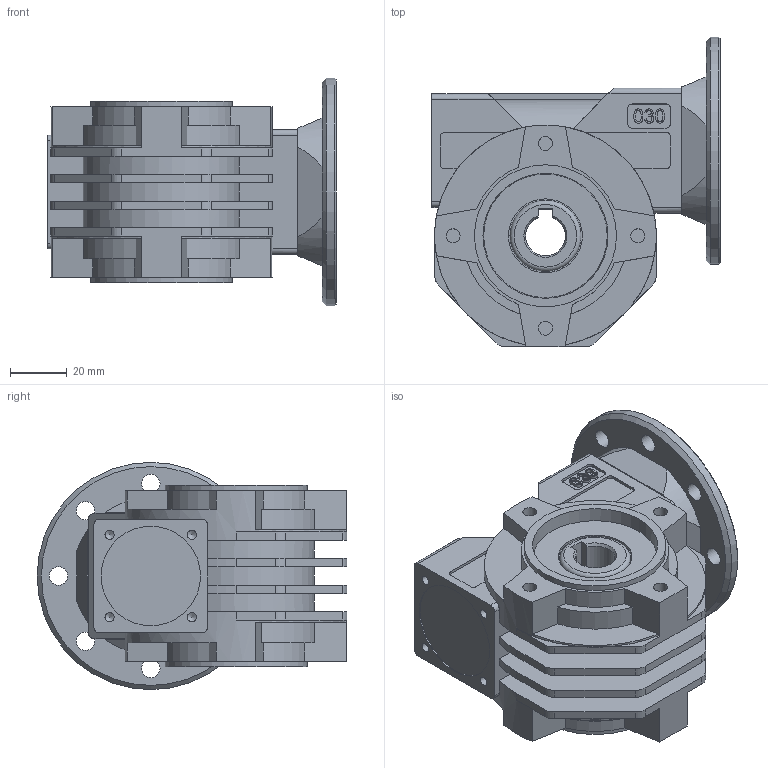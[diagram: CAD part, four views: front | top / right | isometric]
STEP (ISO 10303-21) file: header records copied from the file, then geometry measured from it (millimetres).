
FILE_DESCRIPTION(/* description */ ('Unknown'),/* implementation_level */ '2;1');
FILE_NAME(/* name */ '_P_030_FB_xxx_C_0_-O_B3_-A_',/* time_stamp */ '2025-09-09T11:41:20+02:00',/* author */ ('Unknown'),/* organization */ ('Unknown'),/* preprocessor_version */ 'ST-DEVELOPER v18.104',/* originating_system */ 'Solid Edge',/* authorisation */ 'Unknown');
FILE_SCHEMA (('AUTOMOTIVE_DESIGN {1 0 10303 214 3 1 1}'));
Length unit declared in the file: millimetre
Products named in the file (4): _P_030_FB_xxx_C_0_-O_B3_-A_; _B_030_FB__; 0305090P; 0304046
Assembly tree (3 placements, depth 2):
  _P_030_FB_xxx_C_0_-O_B3_-A_
    _B_030_FB__
    0305090P
    0304046
Bounding box: 101.5 x 109 x 80 mm (x, y, z)
Volume: 307159.9 mm3; surface area: 65303.2 mm2
Topology: 3 solids, 3 shells, 296 faces, 771 edges, 515 vertices
Faces by surface type: plane 170, cylinder 104, cone 10, bspline 8, torus 4
Full cylindrical faces by diameter (mm): 3.242 x4, 4.134 x4, 4.917 x8, 6.5 x8, 12 x1, 17 x1, 20 x2, 26 x2, 30 x1, 35 x1, 37 x2, 44 x1, 50 x3, 80 x1
Entity records: 13263 total; most frequent: CARTESIAN_POINT 4041, DIRECTION 1526, ORIENTED_EDGE 1380, EDGE_CURVE 690, AXIS2_PLACEMENT_3D 570, VERTEX_POINT 493, FACE_BOUND 411, EDGE_LOOP 407
